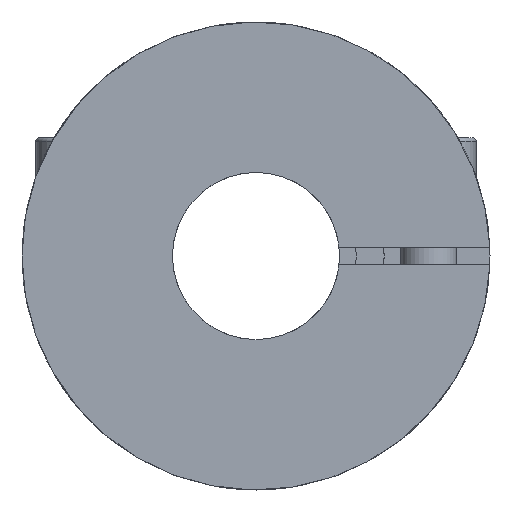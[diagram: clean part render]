
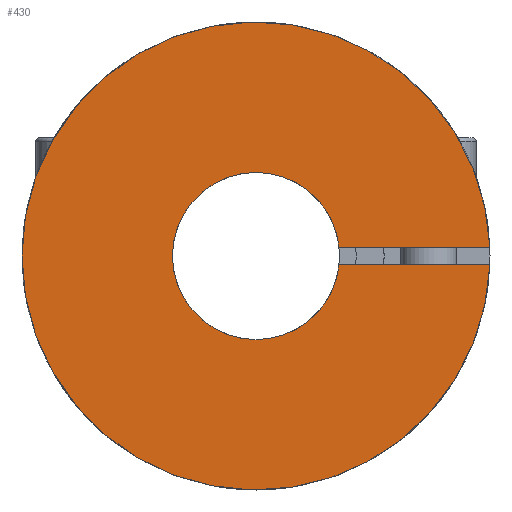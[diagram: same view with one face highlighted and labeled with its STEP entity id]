
A CAD part, left-side view. The second image highlights one B-rep face of the part: STEP entity #430.
In plain terms, the highlighted planar face has unit normal (-1, 0, 0).
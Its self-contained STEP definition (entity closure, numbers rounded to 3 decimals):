
#430=ADVANCED_FACE('NONE',(#855),#856,.F.);
#855=FACE_OUTER_BOUND('',#1296,.T.);
#856=PLANE('',#1297);
#1296=EDGE_LOOP('',(#2319,#2320,#2321,#2322,#2323,#2324,#2325));
#1297=AXIS2_PLACEMENT_3D('',#2326,#2327,#2328);
#2319=ORIENTED_EDGE('',*,*,#3037,.T.);
#2320=ORIENTED_EDGE('',*,*,#3035,.T.);
#2321=ORIENTED_EDGE('',*,*,#3031,.T.);
#2322=ORIENTED_EDGE('',*,*,#3041,.F.);
#2323=ORIENTED_EDGE('',*,*,#3018,.T.);
#2324=ORIENTED_EDGE('',*,*,#3042,.T.);
#2325=ORIENTED_EDGE('',*,*,#3043,.F.);
#2326=CARTESIAN_POINT('',(0.0,0.0,4.0));
#2327=DIRECTION('',(1.0,0.0,0.0));
#2328=DIRECTION('',(0.0,-0.0,-1.0));
#3018=EDGE_CURVE('NONE',#3675,#3672,#3676,.T.);
#3031=EDGE_CURVE('',#3693,#3698,#3700,.T.);
#3035=EDGE_CURVE('',#3703,#3693,#3706,.T.);
#3037=EDGE_CURVE('',#3708,#3703,#3709,.T.);
#3041=EDGE_CURVE('NONE',#3675,#3698,#3714,.T.);
#3042=EDGE_CURVE('NONE',#3672,#3715,#3716,.T.);
#3043=EDGE_CURVE('NONE',#3708,#3715,#3717,.T.);
#3672=VERTEX_POINT('',#4757);
#3675=VERTEX_POINT('NONE',#4761);
#3676=CIRCLE('',#4762,21.0);
#3693=VERTEX_POINT('',#4783);
#3698=VERTEX_POINT('',#4789);
#3700=CIRCLE('',#4792,7.5);
#3703=VERTEX_POINT('',#4795);
#3706=CIRCLE('',#4799,7.5);
#3708=VERTEX_POINT('',#4801);
#3709=CIRCLE('',#4802,7.5);
#3714=LINE('',#4808,#4809);
#3715=VERTEX_POINT('NONE',#4810);
#3716=CIRCLE('',#4811,21.0);
#3717=LINE('',#4812,#4813);
#4757=CARTESIAN_POINT('',(0.0,21.0,0.));
#4761=CARTESIAN_POINT('',(0.0,-20.985,0.8));
#4762=AXIS2_PLACEMENT_3D('',#5526,#5527,#5528);
#4783=CARTESIAN_POINT('',(0.0,0.,7.5));
#4789=CARTESIAN_POINT('',(0.0,-7.457,0.8));
#4792=AXIS2_PLACEMENT_3D('',#5550,#5551,#5552);
#4795=CARTESIAN_POINT('',(0.0,0.,-7.5));
#4799=AXIS2_PLACEMENT_3D('',#5557,#5558,#5559);
#4801=CARTESIAN_POINT('',(0.0,-7.457,-0.8));
#4802=AXIS2_PLACEMENT_3D('',#5560,#5561,#5562);
#4808=CARTESIAN_POINT('',(0.0,-2.3,0.8));
#4809=VECTOR('',#5567,1000.0);
#4810=CARTESIAN_POINT('',(0.0,-20.985,-0.8));
#4811=AXIS2_PLACEMENT_3D('',#5568,#5569,#5570);
#4812=CARTESIAN_POINT('',(0.0,-2.3,-0.8));
#4813=VECTOR('',#5571,1000.0);
#5526=CARTESIAN_POINT('',(0.0,0.0,0.0));
#5527=DIRECTION('',(-1.0,0.0,0.0));
#5528=DIRECTION('',(0.0,-1.0,0.0));
#5550=CARTESIAN_POINT('',(0.0,0.0,0.0));
#5551=DIRECTION('',(1.0,0.0,0.0));
#5552=DIRECTION('',(0.0,0.0,-1.0));
#5557=CARTESIAN_POINT('',(0.0,0.0,0.0));
#5558=DIRECTION('',(1.0,0.0,0.0));
#5559=DIRECTION('',(0.0,0.0,-1.0));
#5560=CARTESIAN_POINT('',(0.0,0.0,0.0));
#5561=DIRECTION('',(1.0,0.0,0.0));
#5562=DIRECTION('',(0.0,0.0,-1.0));
#5567=DIRECTION('',(0.0,1.0,-0.0));
#5568=CARTESIAN_POINT('',(0.0,0.0,0.0));
#5569=DIRECTION('',(-1.0,0.0,0.0));
#5570=DIRECTION('',(0.0,-1.0,0.0));
#5571=DIRECTION('',(0.0,-1.0,0.0));
